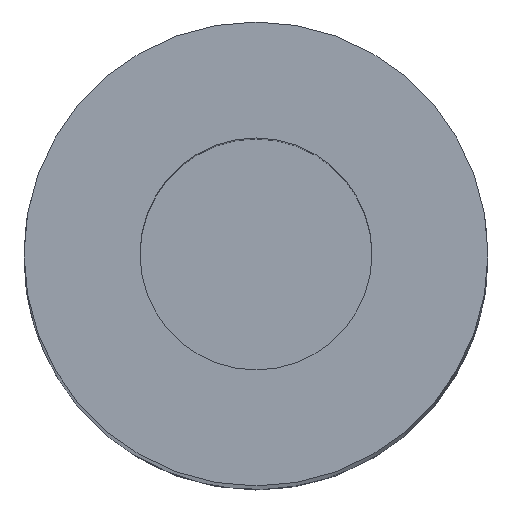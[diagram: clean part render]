
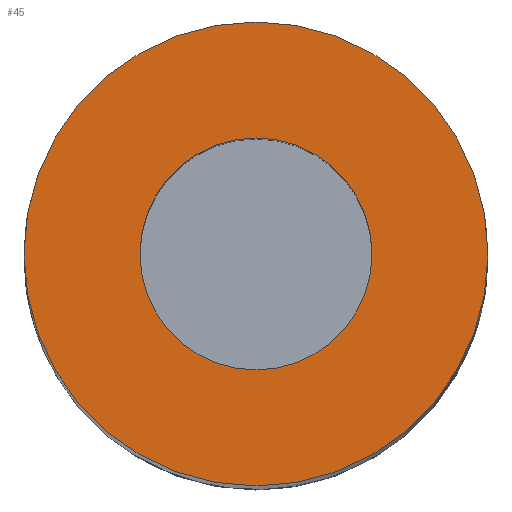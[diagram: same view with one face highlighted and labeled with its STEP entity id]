
A CAD part, top view. The second image highlights one B-rep face of the part: STEP entity #45.
In plain terms, the highlighted planar face has unit normal (0, 0, 1).
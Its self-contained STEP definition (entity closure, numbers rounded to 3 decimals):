
#4 = ORIENTED_EDGE ( 'NONE', *, *, #524, .F. ) ;
#13 = DIRECTION ( 'NONE',  ( 1., 0., 0. ) ) ;
#14 = CARTESIAN_POINT ( 'NONE',  ( -10., 0., 100. ) ) ;
#26 = VERTEX_POINT ( 'NONE', #42 ) ;
#32 = CIRCLE ( 'NONE', #343, 5. ) ;
#39 = FACE_BOUND ( 'NONE', #441, .T. ) ;
#42 = CARTESIAN_POINT ( 'NONE',  ( 5., 0., 100. ) ) ;
#45 = ADVANCED_FACE ( 'NONE', ( #39, #508 ), #99, .T. ) ;
#50 = EDGE_CURVE ( 'NONE', #564, #336, #604, .T. ) ;
#69 = ORIENTED_EDGE ( 'NONE', *, *, #534, .F. ) ;
#76 = CARTESIAN_POINT ( 'NONE',  ( -5., 0., 100. ) ) ;
#86 = CIRCLE ( 'NONE', #517, 10. ) ;
#99 = PLANE ( 'NONE',  #212 ) ;
#156 = CIRCLE ( 'NONE', #329, 5. ) ;
#177 = DIRECTION ( 'NONE',  ( 0., 0., 1. ) ) ;
#191 = DIRECTION ( 'NONE',  ( 0., 0., 1. ) ) ;
#212 = AXIS2_PLACEMENT_3D ( 'NONE', #315, #306, #301 ) ;
#213 = DIRECTION ( 'NONE',  ( 1., 0., 0. ) ) ;
#226 = CARTESIAN_POINT ( 'NONE',  ( 0., 0., 100. ) ) ;
#231 = VERTEX_POINT ( 'NONE', #76 ) ;
#267 = DIRECTION ( 'NONE',  ( 0., 0., 1. ) ) ;
#271 = ORIENTED_EDGE ( 'NONE', *, *, #50, .T. ) ;
#301 = DIRECTION ( 'NONE',  ( 1., 0., 0. ) ) ;
#306 = DIRECTION ( 'NONE',  ( 0., 0., 1. ) ) ;
#315 = CARTESIAN_POINT ( 'NONE',  ( 0., 0., 100. ) ) ;
#321 = CARTESIAN_POINT ( 'NONE',  ( 0., 0., 100. ) ) ;
#329 = AXIS2_PLACEMENT_3D ( 'NONE', #655, #267, #213 ) ;
#336 = VERTEX_POINT ( 'NONE', #14 ) ;
#343 = AXIS2_PLACEMENT_3D ( 'NONE', #226, #177, #448 ) ;
#350 = EDGE_LOOP ( 'NONE', ( #686, #271 ) ) ;
#426 = DIRECTION ( 'NONE',  ( 0., 0., 1. ) ) ;
#441 = EDGE_LOOP ( 'NONE', ( #69, #4 ) ) ;
#447 = AXIS2_PLACEMENT_3D ( 'NONE', #681, #191, #621 ) ;
#448 = DIRECTION ( 'NONE',  ( 1., 0., 0. ) ) ;
#452 = CARTESIAN_POINT ( 'NONE',  ( 10., 0., 100. ) ) ;
#481 = EDGE_CURVE ( 'NONE', #336, #564, #86, .T. ) ;
#508 = FACE_OUTER_BOUND ( 'NONE', #350, .T. ) ;
#517 = AXIS2_PLACEMENT_3D ( 'NONE', #321, #426, #13 ) ;
#524 = EDGE_CURVE ( 'NONE', #231, #26, #156, .T. ) ;
#534 = EDGE_CURVE ( 'NONE', #26, #231, #32, .T. ) ;
#564 = VERTEX_POINT ( 'NONE', #452 ) ;
#604 = CIRCLE ( 'NONE', #447, 10. ) ;
#621 = DIRECTION ( 'NONE',  ( 1., 0., 0. ) ) ;
#655 = CARTESIAN_POINT ( 'NONE',  ( 0., 0., 100. ) ) ;
#681 = CARTESIAN_POINT ( 'NONE',  ( 0., 0., 100. ) ) ;
#686 = ORIENTED_EDGE ( 'NONE', *, *, #481, .T. ) ;
